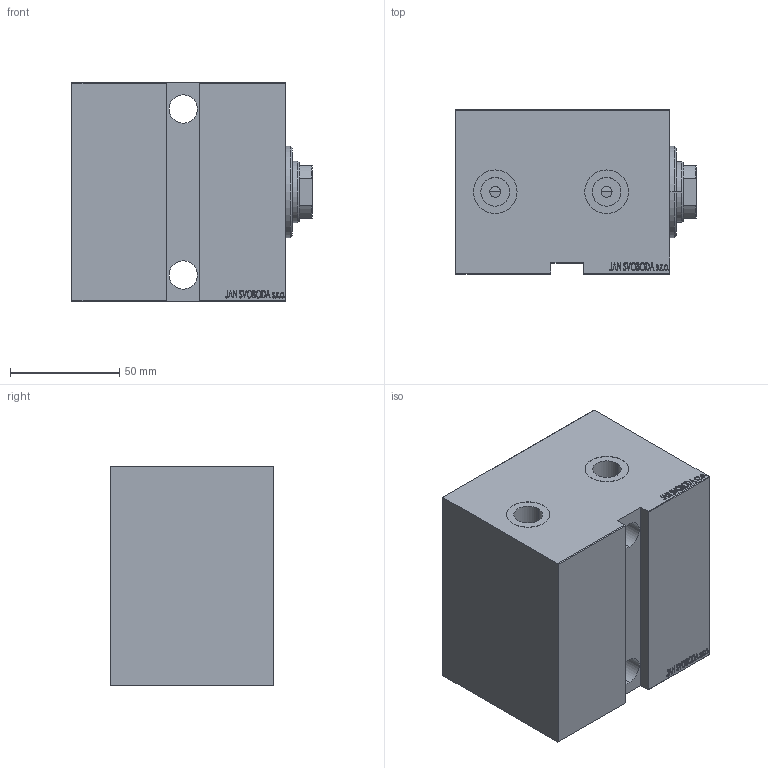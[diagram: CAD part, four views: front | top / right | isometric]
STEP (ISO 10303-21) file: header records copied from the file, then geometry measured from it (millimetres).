
FILE_DESCRIPTION (( 'STEP AP203' ), '1' );
FILE_NAME ('9ae7.STEP', '2024-07-12T07:31:50', ( '' ), ( '' ), 'SwSTEP 2.0', 'SolidWorks 2019', '' );
FILE_SCHEMA (( 'CONFIG_CONTROL_DESIGN' ));
Length unit declared in the file: millimetre
Products named in the file (4): 9ae7; V450CM_E_Body 3d8ad80ba800b24be1593145840e69fe; V450CM_VC_B 3d8ad80ba800b24be1593145840e69fe; V450CM_E_VCP 3d8ad80ba800b24be1593145840e69fe
Assembly tree (3 placements, depth 2):
  9ae7
    V450CM_E_Body 3d8ad80ba800b24be1593145840e69fe
    V450CM_E_VCP 3d8ad80ba800b24be1593145840e69fe
    V450CM_VC_B 3d8ad80ba800b24be1593145840e69fe
Bounding box: 110 x 75 x 100 mm (x, y, z)
Volume: 706272.2 mm3; surface area: 103753.2 mm2
Topology: 3 solids, 3 shells, 846 faces, 2180 edges, 1445 vertices
Faces by surface type: plane 408, bspline 380, cylinder 44, cone 14
Entity records: 42972 total; most frequent: CARTESIAN_POINT 24463, ORIENTED_EDGE 4356, DIRECTION 2450, EDGE_CURVE 2178, VERTEX_POINT 1445, VECTOR 1306, LINE 1306, EDGE_LOOP 963
